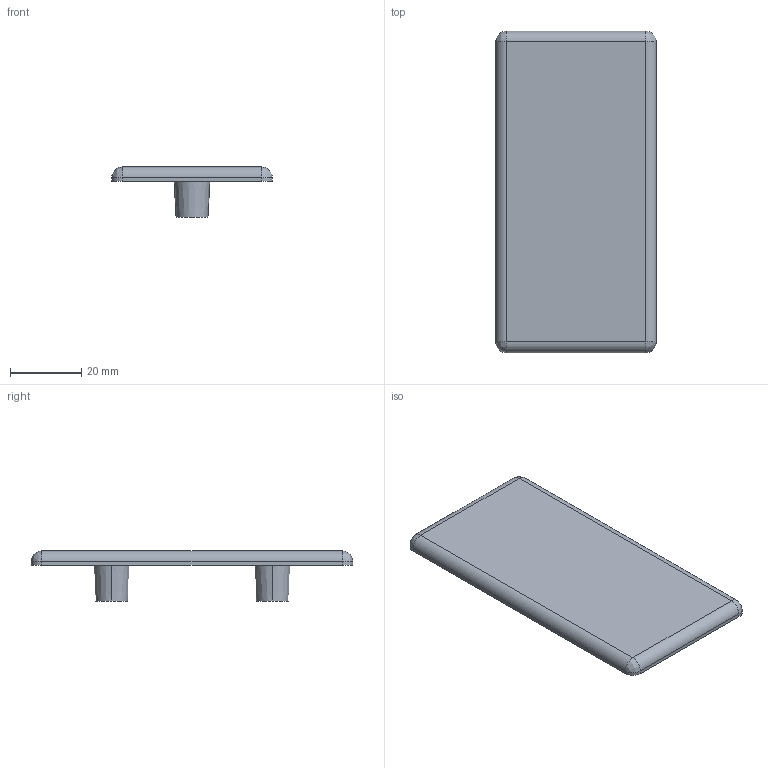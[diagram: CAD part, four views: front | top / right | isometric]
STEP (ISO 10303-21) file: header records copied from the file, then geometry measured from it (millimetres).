
FILE_DESCRIPTION (( 'STEP AP214' ), '1' );
FILE_NAME ('6131040', '2019-02-04T08:08:04', ( '' ), ('JUGARD+KÜNSTNER GmbH'), 'SwSTEP 2.0', 'SolidWorks 2017', '' );
FILE_SCHEMA (( 'AUTOMOTIVE_DESIGN' ));
Length unit declared in the file: millimetre
Products named in the file (1): 6131040_CNAJF00
Bounding box: 45 x 90 x 14 mm (x, y, z)
Volume: 17077.6 mm3; surface area: 9363.9 mm2
Topology: 1 solids, 1 shells, 24 faces, 52 edges, 28 vertices
Faces by surface type: plane 8, cylinder 8, cone 4, bspline 4
Entity records: 698 total; most frequent: CARTESIAN_POINT 161, DIRECTION 114, ORIENTED_EDGE 96, EDGE_CURVE 48, AXIS2_PLACEMENT_3D 45, VERTEX_POINT 28, EDGE_LOOP 26, VECTOR 24
